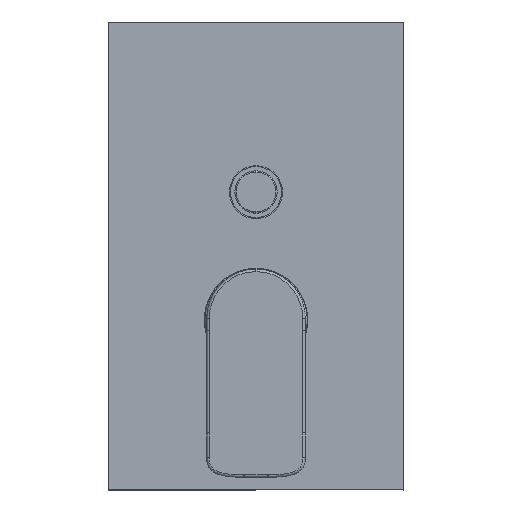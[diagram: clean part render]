
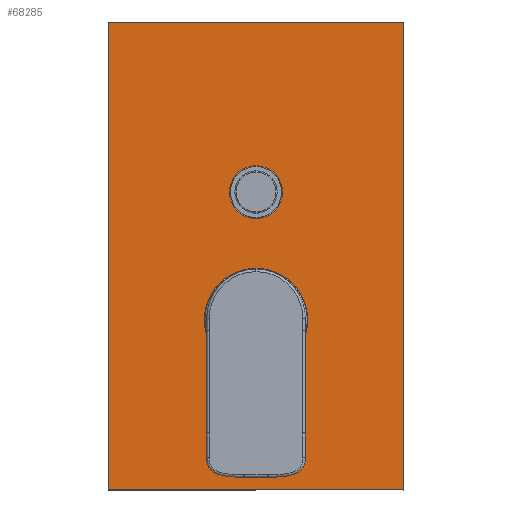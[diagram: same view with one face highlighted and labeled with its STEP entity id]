
A CAD part, top view. The second image highlights one B-rep face of the part: STEP entity #68285.
In plain terms, the highlighted planar face has unit normal (0, 0, 1).
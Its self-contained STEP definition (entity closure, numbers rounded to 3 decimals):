
#3199 = VERTEX_POINT ( 'NONE', #77043 ) ;
#4640 = DIRECTION ( 'NONE',  ( 0., 1., 0. ) ) ;
#6534 = ORIENTED_EDGE ( 'NONE', *, *, #20893, .T. ) ;
#7017 = DIRECTION ( 'NONE',  ( 1., 0., 0. ) ) ;
#8622 = CARTESIAN_POINT ( 'NONE',  ( -10.75, 25.9, 9. ) ) ;
#9731 = DIRECTION ( 'NONE',  ( 0., 0., -1. ) ) ;
#11730 = FACE_BOUND ( 'NONE', #51476, .T. ) ;
#11802 = LINE ( 'NONE', #23132, #70476 ) ;
#11984 = CARTESIAN_POINT ( 'NONE',  ( 60., -95., 9. ) ) ;
#12313 = EDGE_CURVE ( 'NONE', #72898, #14821, #51604, .T. ) ;
#13446 = EDGE_CURVE ( 'NONE', #75262, #19058, #11802, .T. ) ;
#14821 = VERTEX_POINT ( 'NONE', #8622 ) ;
#16080 = ORIENTED_EDGE ( 'NONE', *, *, #25661, .F. ) ;
#16747 = DIRECTION ( 'NONE',  ( 0., 0., 1. ) ) ;
#17020 = EDGE_LOOP ( 'NONE', ( #68469, #75762 ) ) ;
#17253 = EDGE_CURVE ( 'NONE', #26269, #75262, #71120, .T. ) ;
#17913 = VECTOR ( 'NONE', #72399, 1000. ) ;
#18680 = AXIS2_PLACEMENT_3D ( 'NONE', #29114, #53805, #23541 ) ;
#18978 = EDGE_CURVE ( 'NONE', #14821, #72898, #75732, .T. ) ;
#19058 = VERTEX_POINT ( 'NONE', #66733 ) ;
#19782 = LINE ( 'NONE', #60527, #17913 ) ;
#19795 = CARTESIAN_POINT ( 'NONE',  ( -60., 95., 9. ) ) ;
#20893 = EDGE_CURVE ( 'NONE', #19058, #3199, #19782, .T. ) ;
#21768 = VERTEX_POINT ( 'NONE', #71826 ) ;
#22806 = VECTOR ( 'NONE', #34334, 1000. ) ;
#22964 = AXIS2_PLACEMENT_3D ( 'NONE', #58230, #9731, #71942 ) ;
#23132 = CARTESIAN_POINT ( 'NONE',  ( 60., 95., 9. ) ) ;
#23541 = DIRECTION ( 'NONE',  ( 1., 0., 0. ) ) ;
#25661 = EDGE_CURVE ( 'NONE', #49409, #21768, #51240, .T. ) ;
#26269 = VERTEX_POINT ( 'NONE', #27886 ) ;
#27787 = FACE_BOUND ( 'NONE', #17020, .T. ) ;
#27886 = CARTESIAN_POINT ( 'NONE',  ( -60., -95., 9. ) ) ;
#28656 = ORIENTED_EDGE ( 'NONE', *, *, #13446, .T. ) ;
#28664 = CARTESIAN_POINT ( 'NONE',  ( 0., -26., 9. ) ) ;
#28696 = FACE_OUTER_BOUND ( 'NONE', #51389, .T. ) ;
#29114 = CARTESIAN_POINT ( 'NONE',  ( 0., 25.9, 9. ) ) ;
#34193 = AXIS2_PLACEMENT_3D ( 'NONE', #37458, #37194, #7017 ) ;
#34334 = DIRECTION ( 'NONE',  ( 1., 0., 0. ) ) ;
#37194 = DIRECTION ( 'NONE',  ( 0., 0., 1. ) ) ;
#37458 = CARTESIAN_POINT ( 'NONE',  ( 0., 25.9, 9. ) ) ;
#38935 = EDGE_CURVE ( 'NONE', #3199, #26269, #63454, .T. ) ;
#43249 = AXIS2_PLACEMENT_3D ( 'NONE', #78394, #60488, #47254 ) ;
#46471 = EDGE_CURVE ( 'NONE', #21768, #49409, #74508, .T. ) ;
#47236 = AXIS2_PLACEMENT_3D ( 'NONE', #28664, #16747, #71012 ) ;
#47254 = DIRECTION ( 'NONE',  ( 1., 0., 0. ) ) ;
#49409 = VERTEX_POINT ( 'NONE', #73380 ) ;
#50278 = DIRECTION ( 'NONE',  ( 0., -1., 0. ) ) ;
#51240 = CIRCLE ( 'NONE', #43249, 21. ) ;
#51389 = EDGE_LOOP ( 'NONE', ( #74761, #70078, #28656, #6534 ) ) ;
#51476 = EDGE_LOOP ( 'NONE', ( #16080, #63230 ) ) ;
#51604 = CIRCLE ( 'NONE', #34193, 10.75 ) ;
#53063 = VECTOR ( 'NONE', #50278, 1000. ) ;
#53805 = DIRECTION ( 'NONE',  ( 0., 0., 1. ) ) ;
#58230 = CARTESIAN_POINT ( 'NONE',  ( 0., 0., 9. ) ) ;
#60488 = DIRECTION ( 'NONE',  ( 0., 0., 1. ) ) ;
#60527 = CARTESIAN_POINT ( 'NONE',  ( 60., 95., 9. ) ) ;
#63230 = ORIENTED_EDGE ( 'NONE', *, *, #46471, .F. ) ;
#63454 = LINE ( 'NONE', #19795, #53063 ) ;
#66733 = CARTESIAN_POINT ( 'NONE',  ( 60., 95., 9. ) ) ;
#68285 = ADVANCED_FACE ( 'NONE', ( #27787, #11730, #28696 ), #71685, .F. ) ;
#68469 = ORIENTED_EDGE ( 'NONE', *, *, #18978, .F. ) ;
#70078 = ORIENTED_EDGE ( 'NONE', *, *, #17253, .T. ) ;
#70476 = VECTOR ( 'NONE', #4640, 1000. ) ;
#70551 = CARTESIAN_POINT ( 'NONE',  ( 10.75, 25.9, 9. ) ) ;
#70607 = CARTESIAN_POINT ( 'NONE',  ( 60., -95., 9. ) ) ;
#71012 = DIRECTION ( 'NONE',  ( 1., 0., 0. ) ) ;
#71120 = LINE ( 'NONE', #70607, #22806 ) ;
#71685 = PLANE ( 'NONE',  #22964 ) ;
#71826 = CARTESIAN_POINT ( 'NONE',  ( 21., -26., 9. ) ) ;
#71942 = DIRECTION ( 'NONE',  ( -1., 0., 0. ) ) ;
#72399 = DIRECTION ( 'NONE',  ( -1., 0., 0. ) ) ;
#72898 = VERTEX_POINT ( 'NONE', #70551 ) ;
#73380 = CARTESIAN_POINT ( 'NONE',  ( -21., -26., 9. ) ) ;
#74508 = CIRCLE ( 'NONE', #47236, 21. ) ;
#74761 = ORIENTED_EDGE ( 'NONE', *, *, #38935, .T. ) ;
#75262 = VERTEX_POINT ( 'NONE', #11984 ) ;
#75732 = CIRCLE ( 'NONE', #18680, 10.75 ) ;
#75762 = ORIENTED_EDGE ( 'NONE', *, *, #12313, .F. ) ;
#77043 = CARTESIAN_POINT ( 'NONE',  ( -60., 95., 9. ) ) ;
#78394 = CARTESIAN_POINT ( 'NONE',  ( 0., -26., 9. ) ) ;
